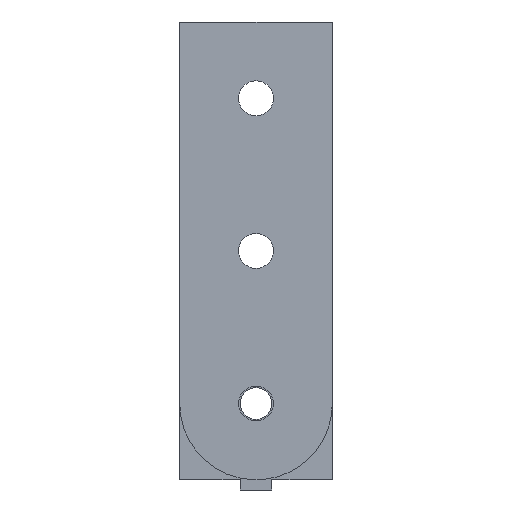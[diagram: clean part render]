
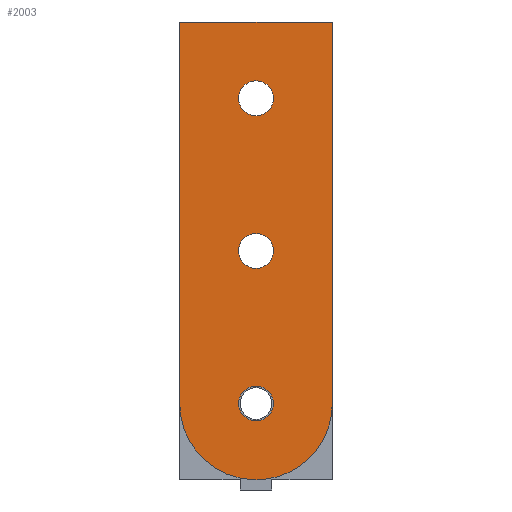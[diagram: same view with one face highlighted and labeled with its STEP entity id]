
A CAD part, left-side view. The second image highlights one B-rep face of the part: STEP entity #2003.
In plain terms, the highlighted planar face has unit normal (-1, 0, 0).
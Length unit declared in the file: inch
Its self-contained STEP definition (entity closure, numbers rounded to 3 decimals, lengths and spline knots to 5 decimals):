
#1604=CARTESIAN_POINT('',(-1.,-0.53033,0.21967));
#1605=VERTEX_POINT('',#1604);
#1621=CARTESIAN_POINT('',(-1.0,-0.75,0.75));
#1622=VERTEX_POINT('',#1621);
#1629=CARTESIAN_POINT('',(-1.0,0.,0.75));
#1630=DIRECTION('',(1.,0.,0.));
#1631=DIRECTION('',(0.,0.707,-0.707));
#1632=AXIS2_PLACEMENT_3D('',#1629,#1630,#1631);
#1633=CIRCLE('',#1632,0.75);
#1634=EDGE_CURVE('',#1622,#1605,#1633,.T.);
#1644=CARTESIAN_POINT('',(-1.0,-0.171,0.75));
#1645=VERTEX_POINT('',#1644);
#1654=CARTESIAN_POINT('',(-1.0,0.171,0.75));
#1655=VERTEX_POINT('',#1654);
#1656=CARTESIAN_POINT('',(-1.0,0.,0.75));
#1657=DIRECTION('',(1.0,0.0,0.0));
#1658=DIRECTION('',(0.0,-1.0,0.0));
#1659=AXIS2_PLACEMENT_3D('',#1656,#1657,#1658);
#1660=CIRCLE('',#1659,0.171);
#1661=EDGE_CURVE('',#1655,#1645,#1660,.T.);
#1686=CARTESIAN_POINT('',(-1.0,-0.171,2.25));
#1687=VERTEX_POINT('',#1686);
#1696=CARTESIAN_POINT('',(-1.0,0.171,2.25));
#1697=VERTEX_POINT('',#1696);
#1698=CARTESIAN_POINT('',(-1.0,0.,2.25));
#1699=DIRECTION('',(1.0,0.0,0.0));
#1700=DIRECTION('',(0.0,-1.0,0.0));
#1701=AXIS2_PLACEMENT_3D('',#1698,#1699,#1700);
#1702=CIRCLE('',#1701,0.171);
#1703=EDGE_CURVE('',#1697,#1687,#1702,.T.);
#1728=CARTESIAN_POINT('',(-1.,-0.171,3.75));
#1729=VERTEX_POINT('',#1728);
#1738=CARTESIAN_POINT('',(-1.,0.171,3.75));
#1739=VERTEX_POINT('',#1738);
#1740=CARTESIAN_POINT('',(-1.,0.,3.75));
#1741=DIRECTION('',(1.0,0.0,0.0));
#1742=DIRECTION('',(0.0,-1.0,0.0));
#1743=AXIS2_PLACEMENT_3D('',#1740,#1741,#1742);
#1744=CIRCLE('',#1743,0.171);
#1745=EDGE_CURVE('',#1739,#1729,#1744,.T.);
#1779=CARTESIAN_POINT('',(-1.,0.,3.75));
#1780=DIRECTION('',(1.0,0.0,0.0));
#1781=DIRECTION('',(0.0,-1.0,0.0));
#1782=AXIS2_PLACEMENT_3D('',#1779,#1780,#1781);
#1783=CIRCLE('',#1782,0.171);
#1784=EDGE_CURVE('',#1729,#1739,#1783,.T.);
#1803=CARTESIAN_POINT('',(-1.0,0.,2.25));
#1804=DIRECTION('',(1.0,0.0,0.0));
#1805=DIRECTION('',(0.0,-1.0,0.0));
#1806=AXIS2_PLACEMENT_3D('',#1803,#1804,#1805);
#1807=CIRCLE('',#1806,0.171);
#1808=EDGE_CURVE('',#1687,#1697,#1807,.T.);
#1827=CARTESIAN_POINT('',(-1.0,0.,0.75));
#1828=DIRECTION('',(1.0,0.0,0.0));
#1829=DIRECTION('',(0.0,-1.0,0.0));
#1830=AXIS2_PLACEMENT_3D('',#1827,#1828,#1829);
#1831=CIRCLE('',#1830,0.171);
#1832=EDGE_CURVE('',#1645,#1655,#1831,.T.);
#1895=CARTESIAN_POINT('',(-1.0,0.75,0.75));
#1896=VERTEX_POINT('',#1895);
#1897=CARTESIAN_POINT('',(-1.0,0.,0.75));
#1898=DIRECTION('',(1.,0.,0.));
#1899=DIRECTION('',(0.,0.707,-0.707));
#1900=AXIS2_PLACEMENT_3D('',#1897,#1898,#1899);
#1901=CIRCLE('',#1900,0.75);
#1902=EDGE_CURVE('',#1605,#1896,#1901,.T.);
#1921=CARTESIAN_POINT('',(-1.,-0.75,4.5));
#1922=VERTEX_POINT('',#1921);
#1929=CARTESIAN_POINT('',(-1.,-0.75,4.5));
#1930=DIRECTION('',(0.0,0.0,-1.0));
#1931=VECTOR('',#1930,3.75);
#1932=LINE('',#1929,#1931);
#1933=EDGE_CURVE('',#1922,#1622,#1932,.T.);
#1944=CARTESIAN_POINT('',(-1.,0.75,4.5));
#1945=VERTEX_POINT('',#1944);
#1946=CARTESIAN_POINT('',(-1.0,0.75,0.75));
#1947=DIRECTION('',(0.0,0.0,1.0));
#1948=VECTOR('',#1947,3.75);
#1949=LINE('',#1946,#1948);
#1950=EDGE_CURVE('',#1896,#1945,#1949,.T.);
#1967=CARTESIAN_POINT('',(-1.,0.75,4.5));
#1968=DIRECTION('',(0.0,-1.0,0.0));
#1969=VECTOR('',#1968,1.5);
#1970=LINE('',#1967,#1969);
#1971=EDGE_CURVE('',#1945,#1922,#1970,.T.);
#1979=CARTESIAN_POINT('',(-1.,-0.75,4.5));
#1980=DIRECTION('',(-1.0,0.0,0.0));
#1981=DIRECTION('',(0.0,1.0,0.0));
#1982=AXIS2_PLACEMENT_3D('',#1979,#1980,#1981);
#1983=PLANE('',#1982);
#1984=ORIENTED_EDGE('',*,*,#1634,.F.);
#1985=ORIENTED_EDGE('',*,*,#1933,.F.);
#1986=ORIENTED_EDGE('',*,*,#1971,.F.);
#1987=ORIENTED_EDGE('',*,*,#1950,.F.);
#1988=ORIENTED_EDGE('',*,*,#1902,.F.);
#1989=EDGE_LOOP('',(#1984,#1985,#1986,#1987,#1988));
#1990=FACE_OUTER_BOUND('',#1989,.T.);
#1991=ORIENTED_EDGE('',*,*,#1784,.T.);
#1992=ORIENTED_EDGE('',*,*,#1745,.T.);
#1993=EDGE_LOOP('',(#1991,#1992));
#1994=FACE_BOUND('',#1993,.T.);
#1995=ORIENTED_EDGE('',*,*,#1808,.T.);
#1996=ORIENTED_EDGE('',*,*,#1703,.T.);
#1997=EDGE_LOOP('',(#1995,#1996));
#1998=FACE_BOUND('',#1997,.T.);
#1999=ORIENTED_EDGE('',*,*,#1832,.T.);
#2000=ORIENTED_EDGE('',*,*,#1661,.T.);
#2001=EDGE_LOOP('',(#1999,#2000));
#2002=FACE_BOUND('',#2001,.T.);
#2003=ADVANCED_FACE('',(#1990,#1994,#1998,#2002),#1983,.T.);
